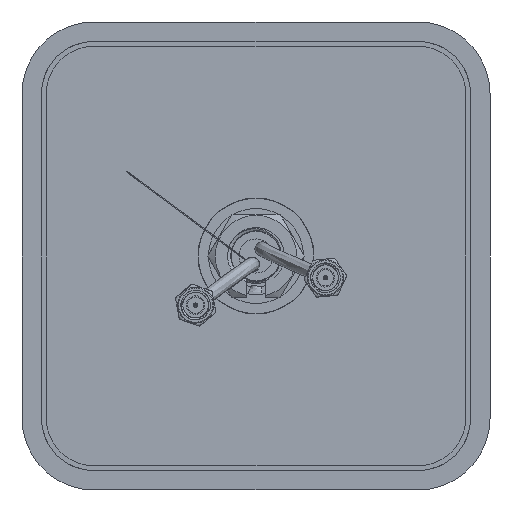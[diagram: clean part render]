
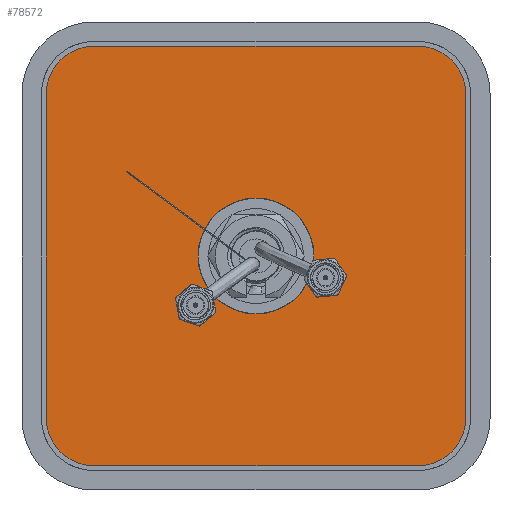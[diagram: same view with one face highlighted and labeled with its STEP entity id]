
A CAD part, front view. The second image highlights one B-rep face of the part: STEP entity #78572.
In plain terms, the highlighted planar face has unit normal (0, -1, 0).
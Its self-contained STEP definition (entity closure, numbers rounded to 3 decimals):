
#2180 = DIRECTION ( 'NONE',  ( 0., 1., 0. ) ) ;
#2627 = LINE ( 'NONE', #21759, #67114 ) ;
#4583 = EDGE_CURVE ( 'NONE', #47517, #71265, #39160, .T. ) ;
#5306 = DIRECTION ( 'NONE',  ( 0., 0., 1. ) ) ;
#5358 = CARTESIAN_POINT ( 'NONE',  ( -35.01, -0.4, -45.25 ) ) ;
#5682 = CARTESIAN_POINT ( 'NONE',  ( 35.01, -0.4, -45.25 ) ) ;
#6103 = DIRECTION ( 'NONE',  ( 0., 1., 0. ) ) ;
#6316 = EDGE_CURVE ( 'NONE', #54509, #64415, #7853, .T. ) ;
#6871 = VERTEX_POINT ( 'NONE', #39417 ) ;
#7394 = DIRECTION ( 'NONE',  ( 0., 0., 1. ) ) ;
#7853 = CIRCLE ( 'NONE', #19851, 10.24 ) ;
#7964 = CARTESIAN_POINT ( 'NONE',  ( 45.25, -0.4, 35.01 ) ) ;
#8718 = LINE ( 'NONE', #15385, #32562 ) ;
#9067 = CARTESIAN_POINT ( 'NONE',  ( 35.01, -0.4, -35.01 ) ) ;
#9859 = DIRECTION ( 'NONE',  ( 0., 1., 0. ) ) ;
#11207 = ORIENTED_EDGE ( 'NONE', *, *, #38265, .F. ) ;
#12264 = VERTEX_POINT ( 'NONE', #77521 ) ;
#12318 = DIRECTION ( 'NONE',  ( 0., 0., -1. ) ) ;
#13249 = CARTESIAN_POINT ( 'NONE',  ( 35.01, -0.4, 45.25 ) ) ;
#15385 = CARTESIAN_POINT ( 'NONE',  ( -35.01, -0.4, 45.25 ) ) ;
#15787 = ORIENTED_EDGE ( 'NONE', *, *, #65259, .T. ) ;
#15870 = EDGE_CURVE ( 'NONE', #64415, #71527, #2627, .T. ) ;
#17070 = DIRECTION ( 'NONE',  ( 0., 1., 0. ) ) ;
#17146 = ORIENTED_EDGE ( 'NONE', *, *, #44530, .F. ) ;
#19250 = CIRCLE ( 'NONE', #39187, 10.24 ) ;
#19851 = AXIS2_PLACEMENT_3D ( 'NONE', #34610, #17070, #49164 ) ;
#21690 = ORIENTED_EDGE ( 'NONE', *, *, #27265, .F. ) ;
#21759 = CARTESIAN_POINT ( 'NONE',  ( 45.25, -0.4, 35.01 ) ) ;
#25730 = VERTEX_POINT ( 'NONE', #5682 ) ;
#26203 = CIRCLE ( 'NONE', #34186, 10.24 ) ;
#26382 = DIRECTION ( 'NONE',  ( 0., 0., -1. ) ) ;
#27265 = EDGE_CURVE ( 'NONE', #12264, #54509, #8718, .T. ) ;
#27373 = FACE_OUTER_BOUND ( 'NONE', #36469, .T. ) ;
#27593 = DIRECTION ( 'NONE',  ( 0., 0., 1. ) ) ;
#27876 = EDGE_CURVE ( 'NONE', #71265, #6871, #73584, .T. ) ;
#28202 = DIRECTION ( 'NONE',  ( 0., 1., 0. ) ) ;
#29036 = DIRECTION ( 'NONE',  ( 0., 0., 1. ) ) ;
#31251 = VECTOR ( 'NONE', #61100, 1000. ) ;
#32562 = VECTOR ( 'NONE', #77081, 1000. ) ;
#34186 = AXIS2_PLACEMENT_3D ( 'NONE', #57289, #57671, #12318 ) ;
#34610 = CARTESIAN_POINT ( 'NONE',  ( 35.01, -0.4, 35.01 ) ) ;
#35285 = EDGE_CURVE ( 'NONE', #25730, #47517, #62426, .T. ) ;
#36469 = EDGE_LOOP ( 'NONE', ( #17146, #58620, #76610, #21690, #11207, #60111, #49832, #70399 ) ) ;
#38265 = EDGE_CURVE ( 'NONE', #6871, #12264, #26203, .T. ) ;
#39160 = CIRCLE ( 'NONE', #81765, 10.24 ) ;
#39187 = AXIS2_PLACEMENT_3D ( 'NONE', #9067, #9859, #29036 ) ;
#39417 = CARTESIAN_POINT ( 'NONE',  ( -45.25, -0.4, 35.01 ) ) ;
#39534 = EDGE_LOOP ( 'NONE', ( #15787 ) ) ;
#39949 = CARTESIAN_POINT ( 'NONE',  ( 0., -0.4, 12.5 ) ) ;
#44530 = EDGE_CURVE ( 'NONE', #71527, #25730, #19250, .T. ) ;
#47352 = CARTESIAN_POINT ( 'NONE',  ( -45.25, -0.4, 35.01 ) ) ;
#47517 = VERTEX_POINT ( 'NONE', #62615 ) ;
#49164 = DIRECTION ( 'NONE',  ( 0., 0., -1. ) ) ;
#49832 = ORIENTED_EDGE ( 'NONE', *, *, #4583, .F. ) ;
#51205 = VECTOR ( 'NONE', #62822, 1000. ) ;
#52376 = PLANE ( 'NONE',  #57163 ) ;
#53224 = FACE_BOUND ( 'NONE', #39534, .T. ) ;
#54509 = VERTEX_POINT ( 'NONE', #13249 ) ;
#57163 = AXIS2_PLACEMENT_3D ( 'NONE', #59871, #28202, #7394 ) ;
#57289 = CARTESIAN_POINT ( 'NONE',  ( -35.01, -0.4, 35.01 ) ) ;
#57671 = DIRECTION ( 'NONE',  ( 0., 1., 0. ) ) ;
#58620 = ORIENTED_EDGE ( 'NONE', *, *, #15870, .F. ) ;
#59224 = CARTESIAN_POINT ( 'NONE',  ( -35.01, -0.4, -35.01 ) ) ;
#59871 = CARTESIAN_POINT ( 'NONE',  ( 35.01, -0.4, -35.01 ) ) ;
#60111 = ORIENTED_EDGE ( 'NONE', *, *, #27876, .F. ) ;
#61100 = DIRECTION ( 'NONE',  ( 0., 0., 1. ) ) ;
#61957 = CARTESIAN_POINT ( 'NONE',  ( 0., -0.4, 0. ) ) ;
#62303 = CIRCLE ( 'NONE', #64951, 12.5 ) ;
#62426 = LINE ( 'NONE', #5358, #51205 ) ;
#62615 = CARTESIAN_POINT ( 'NONE',  ( -35.01, -0.4, -45.25 ) ) ;
#62822 = DIRECTION ( 'NONE',  ( -1., 0., 0. ) ) ;
#64415 = VERTEX_POINT ( 'NONE', #7964 ) ;
#64951 = AXIS2_PLACEMENT_3D ( 'NONE', #61957, #6103, #5306 ) ;
#65259 = EDGE_CURVE ( 'NONE', #72842, #72842, #62303, .T. ) ;
#67114 = VECTOR ( 'NONE', #26382, 1000. ) ;
#70399 = ORIENTED_EDGE ( 'NONE', *, *, #35285, .F. ) ;
#71265 = VERTEX_POINT ( 'NONE', #74122 ) ;
#71527 = VERTEX_POINT ( 'NONE', #81025 ) ;
#72842 = VERTEX_POINT ( 'NONE', #39949 ) ;
#73584 = LINE ( 'NONE', #47352, #31251 ) ;
#74122 = CARTESIAN_POINT ( 'NONE',  ( -45.25, -0.4, -35.01 ) ) ;
#76610 = ORIENTED_EDGE ( 'NONE', *, *, #6316, .F. ) ;
#77081 = DIRECTION ( 'NONE',  ( 1., 0., 0. ) ) ;
#77521 = CARTESIAN_POINT ( 'NONE',  ( -35.01, -0.4, 45.25 ) ) ;
#78572 = ADVANCED_FACE ( 'NONE', ( #27373, #53224 ), #52376, .F. ) ;
#81025 = CARTESIAN_POINT ( 'NONE',  ( 45.25, -0.4, -35.01 ) ) ;
#81765 = AXIS2_PLACEMENT_3D ( 'NONE', #59224, #2180, #27593 ) ;
